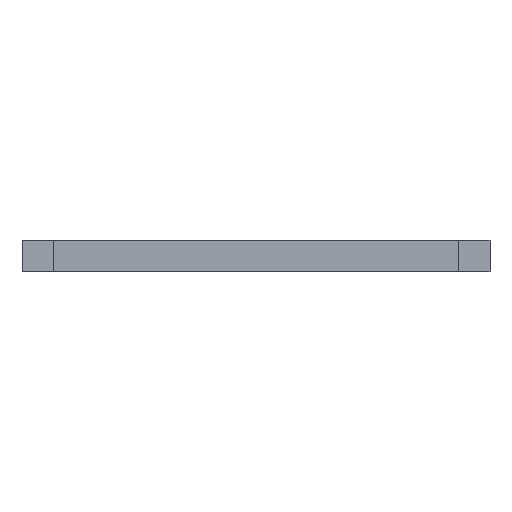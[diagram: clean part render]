
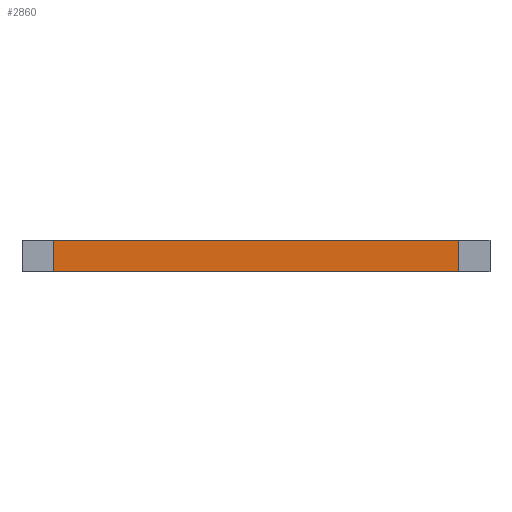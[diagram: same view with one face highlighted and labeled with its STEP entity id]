
A CAD part, front view. The second image highlights one B-rep face of the part: STEP entity #2860.
In plain terms, the highlighted planar face has unit normal (0, -1, 0).
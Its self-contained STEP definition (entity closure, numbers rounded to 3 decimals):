
#102=PLANE('',#2966);
#252=FACE_OUTER_BOUND('',#415,.T.);
#415=EDGE_LOOP('',(#2571,#2572,#2573,#2574));
#674=LINE('',#5258,#963);
#690=LINE('',#5297,#979);
#691=LINE('',#5299,#980);
#692=LINE('',#5300,#981);
#963=VECTOR('',#3363,10.);
#979=VECTOR('',#3391,10.);
#980=VECTOR('',#3392,10.);
#981=VECTOR('',#3393,10.);
#1379=VERTEX_POINT('',#5256);
#1380=VERTEX_POINT('',#5257);
#1397=VERTEX_POINT('',#5296);
#1398=VERTEX_POINT('',#5298);
#1778=EDGE_CURVE('',#1379,#1380,#674,.T.);
#1796=EDGE_CURVE('',#1397,#1379,#690,.T.);
#1797=EDGE_CURVE('',#1398,#1397,#691,.T.);
#1798=EDGE_CURVE('',#1380,#1398,#692,.T.);
#2571=ORIENTED_EDGE('',*,*,#1796,.F.);
#2572=ORIENTED_EDGE('',*,*,#1797,.F.);
#2573=ORIENTED_EDGE('',*,*,#1798,.F.);
#2574=ORIENTED_EDGE('',*,*,#1778,.F.);
#2860=ADVANCED_FACE('',(#252),#102,.F.);
#2966=AXIS2_PLACEMENT_3D('',#5295,#3389,#3390);
#3363=DIRECTION('',(1.,0.,0.));
#3389=DIRECTION('center_axis',(0.,1.,0.));
#3390=DIRECTION('ref_axis',(0.,0.,1.));
#3391=DIRECTION('',(0.,0.,1.));
#3392=DIRECTION('',(-1.,0.,0.));
#3393=DIRECTION('',(0.,0.,-1.));
#5256=CARTESIAN_POINT('',(-70.,-284.842,5.));
#5257=CARTESIAN_POINT('',(-5.,-284.842,5.));
#5258=CARTESIAN_POINT('',(-56.25,-284.842,5.));
#5295=CARTESIAN_POINT('Origin',(-75.,-284.842,0.));
#5296=CARTESIAN_POINT('',(-70.,-284.842,0.));
#5297=CARTESIAN_POINT('',(-70.,-284.842,2.5));
#5298=CARTESIAN_POINT('',(-5.,-284.842,0.));
#5299=CARTESIAN_POINT('',(-56.25,-284.842,0.));
#5300=CARTESIAN_POINT('',(-5.,-284.842,0.));
